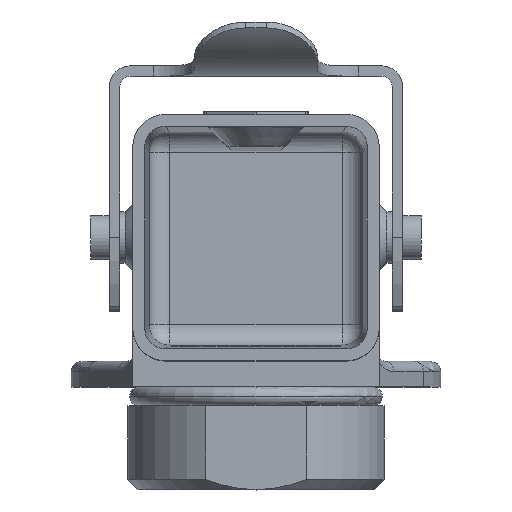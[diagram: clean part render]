
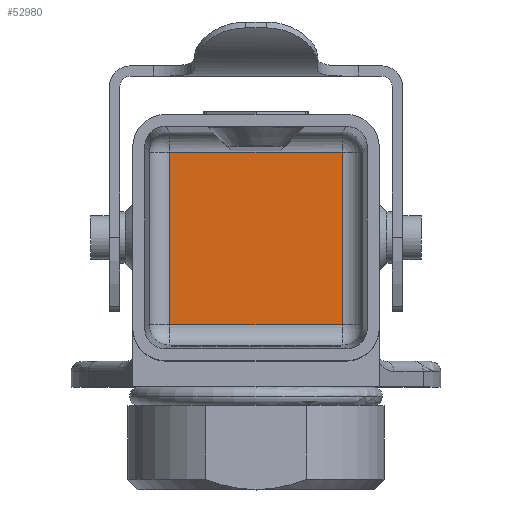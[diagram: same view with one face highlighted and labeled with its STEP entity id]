
A CAD part, top view. The second image highlights one B-rep face of the part: STEP entity #52980.
In plain terms, the highlighted planar face has unit normal (0, 0, 1).
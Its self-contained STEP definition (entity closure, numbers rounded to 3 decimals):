
#52590=CARTESIAN_POINT('',(41.896,50.483,-25.));
#52600=DIRECTION('',(0.,0.,1.));
#52610=DIRECTION('',(1.,0.,-0.));
#52620=AXIS2_PLACEMENT_3D('',#52590,#52600,#52610);
#52630=PLANE('',#52620);
#52640=CARTESIAN_POINT('',(42.316,33.248,-25.));
#52650=DIRECTION('',(0.,1.,0.));
#52660=VECTOR('',#52650,1.);
#52670=LINE('',#52640,#52660);
#52680=CARTESIAN_POINT('',(42.316,33.248,-25.));
#52690=VERTEX_POINT('',#52680);
#52700=CARTESIAN_POINT('',(42.316,50.063,-25.));
#52710=VERTEX_POINT('',#52700);
#52720=EDGE_CURVE('',#52690,#52710,#52670,.T.);
#52730=ORIENTED_EDGE('',*,*,#52720,.F.);
#52740=CARTESIAN_POINT('',(42.316,50.063,-25.));
#52750=DIRECTION('',(1.,0.,0.));
#52760=VECTOR('',#52750,1.);
#52770=LINE('',#52740,#52760);
#52780=CARTESIAN_POINT('',(59.131,50.063,-25.));
#52790=VERTEX_POINT('',#52780);
#52800=EDGE_CURVE('',#52710,#52790,#52770,.T.);
#52810=ORIENTED_EDGE('',*,*,#52800,.F.);
#52820=CARTESIAN_POINT('',(59.131,50.063,-25.));
#52830=DIRECTION('',(0.,-1.,0.));
#52840=VECTOR('',#52830,1.);
#52850=LINE('',#52820,#52840);
#52860=CARTESIAN_POINT('',(59.131,33.248,-25.));
#52870=VERTEX_POINT('',#52860);
#52880=EDGE_CURVE('',#52790,#52870,#52850,.T.);
#52890=ORIENTED_EDGE('',*,*,#52880,.F.);
#52900=CARTESIAN_POINT('',(59.131,33.248,-25.));
#52910=DIRECTION('',(-1.,0.,0.));
#52920=VECTOR('',#52910,1.);
#52930=LINE('',#52900,#52920);
#52940=EDGE_CURVE('',#52870,#52690,#52930,.T.);
#52950=ORIENTED_EDGE('',*,*,#52940,.F.);
#52960=EDGE_LOOP('',(#52950,#52890,#52810,#52730));
#52970=FACE_OUTER_BOUND('',#52960,.T.);
#52980=ADVANCED_FACE('',(#52970),#52630,.T.);
